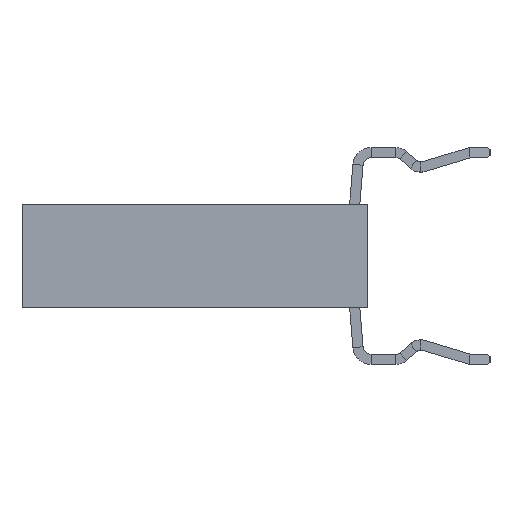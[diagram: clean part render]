
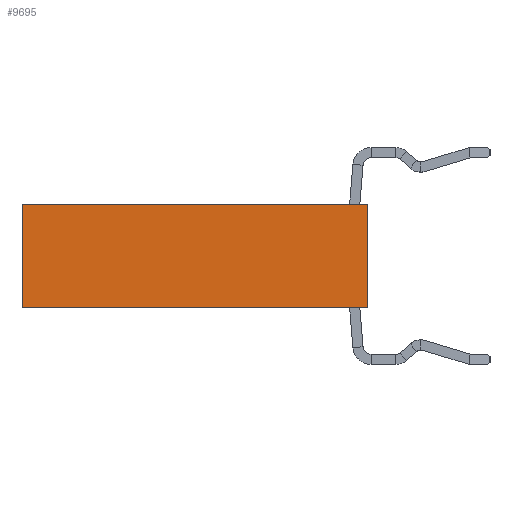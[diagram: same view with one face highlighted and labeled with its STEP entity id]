
A CAD part, left-side view. The second image highlights one B-rep face of the part: STEP entity #9695.
In plain terms, the highlighted planar face has unit normal (-1, 0, 0).
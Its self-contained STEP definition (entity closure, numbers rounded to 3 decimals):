
#1167=CARTESIAN_POINT('',(0.,8.5,-2.54));
#1168=VERTEX_POINT('',#1167);
#1178=CARTESIAN_POINT('',(0.,8.5,0.));
#1179=VERTEX_POINT('',#1178);
#1180=CARTESIAN_POINT('',(0.,8.5,-2.54));
#1181=CARTESIAN_POINT('',(0.,8.5,-2.032));
#1182=CARTESIAN_POINT('',(0.,8.5,-1.524));
#1183=CARTESIAN_POINT('',(0.,8.5,-1.016));
#1184=CARTESIAN_POINT('',(0.,8.5,-0.508));
#1185=CARTESIAN_POINT('',(0.,8.5,0.));
#1186=B_SPLINE_CURVE_WITH_KNOTS('',5,(#1180,#1181,#1182,#1183,#1184,#1185),.UNSPECIFIED.,.F.,.U.,(6,6),(0.,2.54),.UNSPECIFIED.);
#1187=EDGE_CURVE('',#1168,#1179,#1186,.T.);
#9576=CARTESIAN_POINT('',(0.,0.,-2.54));
#9577=VERTEX_POINT('',#9576);
#9587=CARTESIAN_POINT('',(0.,0.,-2.54));
#9588=CARTESIAN_POINT('',(0.,1.7,-2.54));
#9589=CARTESIAN_POINT('',(0.,3.4,-2.54));
#9590=CARTESIAN_POINT('',(0.,5.1,-2.54));
#9591=CARTESIAN_POINT('',(0.,6.8,-2.54));
#9592=CARTESIAN_POINT('',(0.,8.5,-2.54));
#9593=B_SPLINE_CURVE_WITH_KNOTS('',5,(#9587,#9588,#9589,#9590,#9591,#9592),.UNSPECIFIED.,.F.,.U.,(6,6),(0.,8.5),.UNSPECIFIED.);
#9594=EDGE_CURVE('',#9577,#1168,#9593,.T.);
#9647=CARTESIAN_POINT('',(0.,4.25,-1.27));
#9648=DIRECTION('',(0.,0.,1.));
#9649=DIRECTION('',(-1.,0.,0.));
#9650=AXIS2_PLACEMENT_3D('',#9647,#9649,#9648);
#9651=PLANE('',#9650);
#9652=CARTESIAN_POINT('',(0.,0.,-0.37));
#9653=VERTEX_POINT('',#9652);
#9654=CARTESIAN_POINT('',(0.,0.,0.));
#9655=VERTEX_POINT('',#9654);
#9656=CARTESIAN_POINT('',(0.,0.,-0.37));
#9657=CARTESIAN_POINT('',(0.,0.,-0.296));
#9658=CARTESIAN_POINT('',(0.,0.,-0.222));
#9659=CARTESIAN_POINT('',(0.,0.,-0.148));
#9660=CARTESIAN_POINT('',(0.,0.,-0.074));
#9661=CARTESIAN_POINT('',(0.,0.,0.));
#9662=B_SPLINE_CURVE_WITH_KNOTS('',5,(#9656,#9657,#9658,#9659,#9660,#9661),.UNSPECIFIED.,.F.,.U.,(6,6),(0.,0.37),.UNSPECIFIED.);
#9663=EDGE_CURVE('',#9653,#9655,#9662,.T.);
#9664=ORIENTED_EDGE('',*,*,#9663,.T.);
#9665=CARTESIAN_POINT('',(0.,0.,0.));
#9666=CARTESIAN_POINT('',(0.,1.7,0.));
#9667=CARTESIAN_POINT('',(0.,3.4,0.));
#9668=CARTESIAN_POINT('',(0.,5.1,0.));
#9669=CARTESIAN_POINT('',(0.,6.8,0.));
#9670=CARTESIAN_POINT('',(0.,8.5,0.));
#9671=B_SPLINE_CURVE_WITH_KNOTS('',5,(#9665,#9666,#9667,#9668,#9669,#9670),.UNSPECIFIED.,.F.,.U.,(6,6),(0.,8.5),.UNSPECIFIED.);
#9672=EDGE_CURVE('',#9655,#1179,#9671,.T.);
#9673=ORIENTED_EDGE('',*,*,#9672,.T.);
#9674=ORIENTED_EDGE('',*,*,#1187,.F.);
#9675=ORIENTED_EDGE('',*,*,#9594,.F.);
#9676=CARTESIAN_POINT('',(0.,0.,-2.17));
#9677=VERTEX_POINT('',#9676);
#9678=CARTESIAN_POINT('',(0.,0.,-2.54));
#9679=CARTESIAN_POINT('',(0.,0.,-2.466));
#9680=CARTESIAN_POINT('',(0.,0.,-2.392));
#9681=CARTESIAN_POINT('',(0.,0.,-2.318));
#9682=CARTESIAN_POINT('',(0.,0.,-2.244));
#9683=CARTESIAN_POINT('',(0.,0.,-2.17));
#9684=B_SPLINE_CURVE_WITH_KNOTS('',5,(#9678,#9679,#9680,#9681,#9682,#9683),.UNSPECIFIED.,.F.,.U.,(6,6),(0.,0.37),.UNSPECIFIED.);
#9685=EDGE_CURVE('',#9577,#9677,#9684,.T.);
#9686=ORIENTED_EDGE('',*,*,#9685,.T.);
#9687=CARTESIAN_POINT('',(0.,0.,-0.37));
#9688=DIRECTION('',(0.,0.,-1.));
#9689=VECTOR('',#9688,1.8);
#9690=LINE('',#9687,#9689);
#9691=EDGE_CURVE('',#9653,#9677,#9690,.T.);
#9692=ORIENTED_EDGE('',*,*,#9691,.F.);
#9693=EDGE_LOOP('',(#9664,#9673,#9674,#9675,#9686,#9692));
#9694=FACE_OUTER_BOUND('',#9693,.T.);
#9695=ADVANCED_FACE('',(#9694),#9651,.T.);
